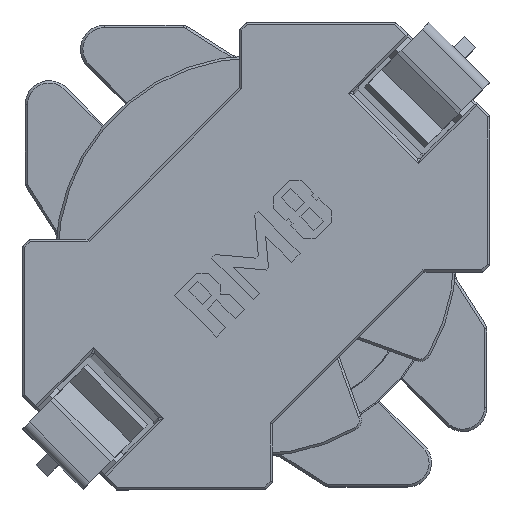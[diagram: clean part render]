
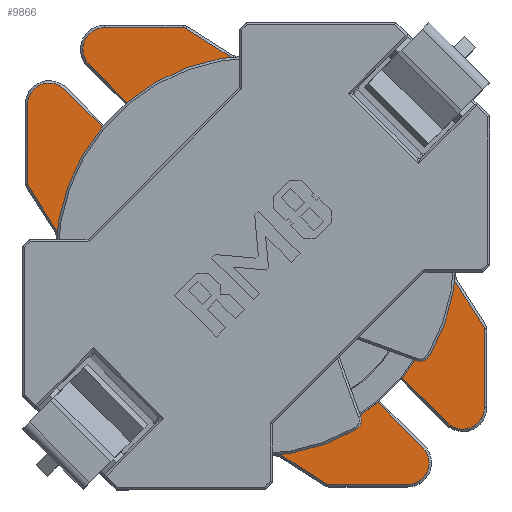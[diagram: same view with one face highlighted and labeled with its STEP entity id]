
A CAD part, top view. The second image highlights one B-rep face of the part: STEP entity #9866.
In plain terms, the highlighted planar face has unit normal (0, 0, 1).
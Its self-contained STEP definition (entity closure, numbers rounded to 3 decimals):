
#112=CIRCLE('',#10359,8.35);
#119=CIRCLE('',#10384,0.916);
#121=CIRCLE('',#10388,0.735);
#123=CIRCLE('',#10392,0.916);
#126=CIRCLE('',#10399,8.35);
#131=CIRCLE('',#10418,0.916);
#133=CIRCLE('',#10422,0.735);
#135=CIRCLE('',#10426,0.916);
#143=CIRCLE('',#10471,4.785);
#196=FACE_BOUND('',#1721,.T.);
#599=PLANE('',#10470);
#1135=FACE_OUTER_BOUND('',#1720,.T.);
#1720=EDGE_LOOP('',(#8517,#8518,#8519,#8520,#8521,#8522,#8523,#8524,#8525,
#8526,#8527,#8528,#8529,#8530,#8531,#8532,#8533,#8534,#8535,#8536));
#1721=EDGE_LOOP('',(#8537));
#2672=LINE('',#15717,#3848);
#2719=LINE('',#15868,#3895);
#2727=LINE('',#15884,#3903);
#2731=LINE('',#15896,#3907);
#2735=LINE('',#15908,#3911);
#2739=LINE('',#15918,#3915);
#2740=LINE('',#15920,#3916);
#2750=LINE('',#15941,#3926);
#2766=LINE('',#15971,#3942);
#2770=LINE('',#15983,#3946);
#2774=LINE('',#15995,#3950);
#2778=LINE('',#16005,#3954);
#3848=VECTOR('',#12220,2.466);
#3895=VECTOR('',#12331,2.466);
#3903=VECTOR('',#12345,3.376);
#3907=VECTOR('',#12357,3.446);
#3911=VECTOR('',#12369,3.446);
#3915=VECTOR('',#12381,3.376);
#3916=VECTOR('',#12384,2.466);
#3926=VECTOR('',#12416,2.466);
#3942=VECTOR('',#12452,3.376);
#3946=VECTOR('',#12464,3.446);
#3950=VECTOR('',#12476,3.446);
#3954=VECTOR('',#12488,3.376);
#4772=VERTEX_POINT('',#15590);
#4775=VERTEX_POINT('',#15600);
#4789=VERTEX_POINT('',#15708);
#4792=VERTEX_POINT('',#15721);
#4804=VERTEX_POINT('',#15790);
#4807=VERTEX_POINT('',#15803);
#4825=VERTEX_POINT('',#15859);
#4828=VERTEX_POINT('',#15872);
#4831=VERTEX_POINT('',#15882);
#4833=VERTEX_POINT('',#15888);
#4835=VERTEX_POINT('',#15894);
#4837=VERTEX_POINT('',#15900);
#4839=VERTEX_POINT('',#15906);
#4841=VERTEX_POINT('',#15912);
#4845=VERTEX_POINT('',#15969);
#4847=VERTEX_POINT('',#15975);
#4849=VERTEX_POINT('',#15981);
#4851=VERTEX_POINT('',#15987);
#4853=VERTEX_POINT('',#15993);
#4855=VERTEX_POINT('',#15999);
#4916=VERTEX_POINT('',#16195);
#5922=EDGE_CURVE('',#4772,#4789,#2672,.T.);
#5946=EDGE_CURVE('',#4789,#4804,#112,.T.);
#5980=EDGE_CURVE('',#4804,#4825,#2719,.T.);
#5988=EDGE_CURVE('',#4831,#4828,#2727,.T.);
#5991=EDGE_CURVE('',#4833,#4831,#119,.T.);
#5994=EDGE_CURVE('',#4835,#4833,#2731,.T.);
#5997=EDGE_CURVE('',#4837,#4835,#121,.T.);
#6000=EDGE_CURVE('',#4839,#4837,#2735,.T.);
#6003=EDGE_CURVE('',#4841,#4839,#123,.T.);
#6006=EDGE_CURVE('',#4825,#4841,#2739,.T.);
#6007=EDGE_CURVE('',#4828,#4807,#2740,.T.);
#6012=EDGE_CURVE('',#4807,#4792,#126,.T.);
#6021=EDGE_CURVE('',#4792,#4775,#2750,.T.);
#6039=EDGE_CURVE('',#4845,#4772,#2766,.T.);
#6042=EDGE_CURVE('',#4847,#4845,#131,.T.);
#6045=EDGE_CURVE('',#4849,#4847,#2770,.T.);
#6048=EDGE_CURVE('',#4851,#4849,#133,.T.);
#6051=EDGE_CURVE('',#4853,#4851,#2774,.T.);
#6054=EDGE_CURVE('',#4855,#4853,#135,.T.);
#6057=EDGE_CURVE('',#4775,#4855,#2778,.T.);
#6151=EDGE_CURVE('',#4916,#4916,#143,.T.);
#8517=ORIENTED_EDGE('',*,*,#5988,.F.);
#8518=ORIENTED_EDGE('',*,*,#5991,.F.);
#8519=ORIENTED_EDGE('',*,*,#5994,.F.);
#8520=ORIENTED_EDGE('',*,*,#5997,.F.);
#8521=ORIENTED_EDGE('',*,*,#6000,.F.);
#8522=ORIENTED_EDGE('',*,*,#6003,.F.);
#8523=ORIENTED_EDGE('',*,*,#6006,.F.);
#8524=ORIENTED_EDGE('',*,*,#5980,.F.);
#8525=ORIENTED_EDGE('',*,*,#5946,.F.);
#8526=ORIENTED_EDGE('',*,*,#5922,.F.);
#8527=ORIENTED_EDGE('',*,*,#6039,.F.);
#8528=ORIENTED_EDGE('',*,*,#6042,.F.);
#8529=ORIENTED_EDGE('',*,*,#6045,.F.);
#8530=ORIENTED_EDGE('',*,*,#6048,.F.);
#8531=ORIENTED_EDGE('',*,*,#6051,.F.);
#8532=ORIENTED_EDGE('',*,*,#6054,.F.);
#8533=ORIENTED_EDGE('',*,*,#6057,.F.);
#8534=ORIENTED_EDGE('',*,*,#6021,.F.);
#8535=ORIENTED_EDGE('',*,*,#6012,.F.);
#8536=ORIENTED_EDGE('',*,*,#6007,.F.);
#8537=ORIENTED_EDGE('',*,*,#6151,.T.);
#9866=ADVANCED_FACE('',(#1135,#196),#599,.T.);
#10359=AXIS2_PLACEMENT_3D('',#15800,#12263,#12264);
#10384=AXIS2_PLACEMENT_3D('',#15890,#12350,#12351);
#10388=AXIS2_PLACEMENT_3D('',#15902,#12362,#12363);
#10392=AXIS2_PLACEMENT_3D('',#15914,#12374,#12375);
#10399=AXIS2_PLACEMENT_3D('',#15927,#12394,#12395);
#10418=AXIS2_PLACEMENT_3D('',#15977,#12457,#12458);
#10422=AXIS2_PLACEMENT_3D('',#15989,#12469,#12470);
#10426=AXIS2_PLACEMENT_3D('',#16001,#12481,#12482);
#10470=AXIS2_PLACEMENT_3D('',#16194,#12658,#12659);
#10471=AXIS2_PLACEMENT_3D('',#16196,#12660,#12661);
#12220=DIRECTION('',(0.842,-0.539,0.));
#12263=DIRECTION('center_axis',(0.,0.,-1.));
#12264=DIRECTION('ref_axis',(0.994,-0.107,0.));
#12331=DIRECTION('',(0.539,-0.842,0.));
#12345=DIRECTION('',(-1.,0.,0.));
#12350=DIRECTION('center_axis',(0.,0.,-1.));
#12351=DIRECTION('ref_axis',(0.,-1.,0.));
#12357=DIRECTION('',(0.707,-0.707,0.));
#12362=DIRECTION('center_axis',(0.,0.,1.));
#12363=DIRECTION('ref_axis',(-0.707,-0.707,0.));
#12369=DIRECTION('',(-0.707,0.707,0.));
#12374=DIRECTION('center_axis',(0.,0.,-1.));
#12375=DIRECTION('ref_axis',(-0.707,-0.707,0.));
#12381=DIRECTION('',(0.,-1.,0.));
#12384=DIRECTION('',(-0.842,0.539,0.));
#12394=DIRECTION('center_axis',(0.,0.,-1.));
#12395=DIRECTION('ref_axis',(-0.994,0.107,0.));
#12416=DIRECTION('',(-0.539,0.842,0.));
#12452=DIRECTION('',(1.,0.,0.));
#12457=DIRECTION('center_axis',(0.,0.,-1.));
#12458=DIRECTION('ref_axis',(0.,1.,0.));
#12464=DIRECTION('',(-0.707,0.707,0.));
#12469=DIRECTION('center_axis',(0.,0.,1.));
#12470=DIRECTION('ref_axis',(-0.707,-0.707,0.));
#12476=DIRECTION('',(0.707,-0.707,0.));
#12481=DIRECTION('center_axis',(0.,0.,-1.));
#12482=DIRECTION('ref_axis',(0.707,0.707,0.));
#12488=DIRECTION('',(0.,1.,0.));
#12658=DIRECTION('center_axis',(0.,0.,1.));
#12659=DIRECTION('ref_axis',(1.,0.,0.));
#12660=DIRECTION('center_axis',(0.,0.,-1.));
#12661=DIRECTION('ref_axis',(1.,0.,0.));
#15590=CARTESIAN_POINT('',(-3.001,9.628,3.875));
#15600=CARTESIAN_POINT('',(-9.628,3.001,3.875));
#15708=CARTESIAN_POINT('',(-0.924,8.299,3.875));
#15717=CARTESIAN_POINT('',(-2.086,9.042,3.875));
#15721=CARTESIAN_POINT('',(-8.299,0.924,3.875));
#15790=CARTESIAN_POINT('',(8.299,-0.924,3.875));
#15800=CARTESIAN_POINT('Origin',(0.,0.,3.875));
#15803=CARTESIAN_POINT('',(0.924,-8.299,3.875));
#15859=CARTESIAN_POINT('',(9.628,-3.001,3.875));
#15868=CARTESIAN_POINT('',(5.405,3.596,3.875));
#15872=CARTESIAN_POINT('',(3.001,-9.628,3.875));
#15882=CARTESIAN_POINT('',(6.377,-9.628,3.875));
#15884=CARTESIAN_POINT('',(-1.401,-9.628,3.875));
#15888=CARTESIAN_POINT('',(7.025,-8.064,3.875));
#15890=CARTESIAN_POINT('Origin',(6.377,-8.712,3.875));
#15894=CARTESIAN_POINT('',(4.588,-5.628,3.875));
#15896=CARTESIAN_POINT('',(0.366,-1.405,3.875));
#15900=CARTESIAN_POINT('',(5.628,-4.588,3.875));
#15902=CARTESIAN_POINT('Origin',(5.108,-5.108,3.875));
#15906=CARTESIAN_POINT('',(8.064,-7.025,3.875));
#15908=CARTESIAN_POINT('',(0.187,0.853,3.875));
#15912=CARTESIAN_POINT('',(9.628,-6.377,3.875));
#15914=CARTESIAN_POINT('Origin',(8.712,-6.377,3.875));
#15918=CARTESIAN_POINT('',(9.628,-0.302,3.875));
#15920=CARTESIAN_POINT('',(-4.631,-4.742,3.875));
#15927=CARTESIAN_POINT('Origin',(0.,0.,3.875));
#15941=CARTESIAN_POINT('',(-9.705,3.122,3.875));
#15969=CARTESIAN_POINT('',(-6.377,9.628,3.875));
#15971=CARTESIAN_POINT('',(-4.373,9.628,3.875));
#15975=CARTESIAN_POINT('',(-7.025,8.064,3.875));
#15977=CARTESIAN_POINT('Origin',(-6.377,8.712,3.875));
#15981=CARTESIAN_POINT('',(-4.588,5.628,3.875));
#15983=CARTESIAN_POINT('',(-6.14,7.179,3.875));
#15987=CARTESIAN_POINT('',(-5.628,4.588,3.875));
#15989=CARTESIAN_POINT('Origin',(-5.108,5.108,3.875));
#15993=CARTESIAN_POINT('',(-8.064,7.025,3.875));
#15995=CARTESIAN_POINT('',(-5.961,4.921,3.875));
#15999=CARTESIAN_POINT('',(-9.628,6.377,3.875));
#16001=CARTESIAN_POINT('Origin',(-8.712,6.377,3.875));
#16005=CARTESIAN_POINT('',(-9.628,6.076,3.875));
#16194=CARTESIAN_POINT('Origin',(-5.774,5.774,3.875));
#16195=CARTESIAN_POINT('',(-4.785,0.,3.875));
#16196=CARTESIAN_POINT('Origin',(0.,0.,3.875));
